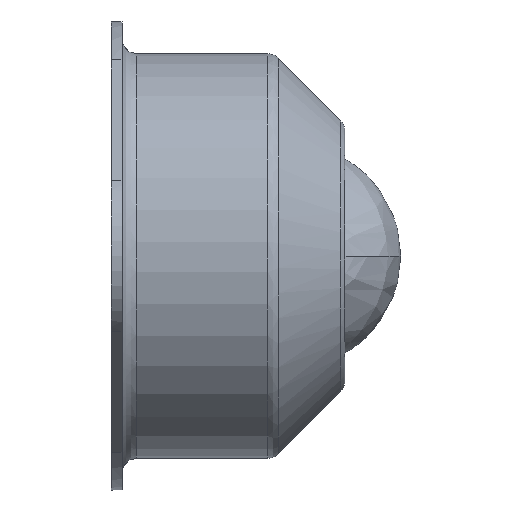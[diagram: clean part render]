
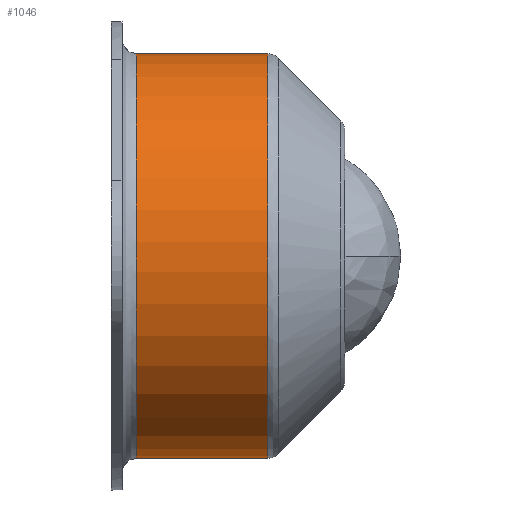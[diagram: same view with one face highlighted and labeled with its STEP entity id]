
A CAD part, front view. The second image highlights one B-rep face of the part: STEP entity #1046.
In plain terms, the highlighted free-form (B-spline) face has degree [2, 1] with [5, 2] control points.
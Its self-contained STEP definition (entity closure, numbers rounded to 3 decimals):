
#398 = VERTEX_POINT('',#399);
#399 = CARTESIAN_POINT('',(-16.617,0.,-16.115));
#418 = VERTEX_POINT('',#419);
#419 = CARTESIAN_POINT('',(-16.617,0.,
    16.115));
#425 = EDGE_CURVE('',#418,#398,#426,.T.);
#426 = ( BOUNDED_CURVE() B_SPLINE_CURVE(2,(#427,#428,#429,#430,#431),
.UNSPECIFIED.,.F.,.F.) B_SPLINE_CURVE_WITH_KNOTS((3,2,3),(3.142,
4.712,6.283),.PIECEWISE_BEZIER_KNOTS.) CURVE() 
GEOMETRIC_REPRESENTATION_ITEM() RATIONAL_B_SPLINE_CURVE((1.,
0.707,1.,0.707,1.)) REPRESENTATION_ITEM('') );
#427 = CARTESIAN_POINT('',(-16.617,0.,
    16.115));
#428 = CARTESIAN_POINT('',(-16.617,-16.115,
    16.115));
#429 = CARTESIAN_POINT('',(-16.617,-16.115,
    0.));
#430 = CARTESIAN_POINT('',(-16.617,-16.115,
    -16.115));
#431 = CARTESIAN_POINT('',(-16.617,0.,
    -16.115));
#460 = EDGE_CURVE('',#418,#461,#463,.T.);
#461 = VERTEX_POINT('',#462);
#462 = CARTESIAN_POINT('',(-6.133,0.,
    16.115));
#463 = B_SPLINE_CURVE_WITH_KNOTS('',1,(#464,#465),.UNSPECIFIED.,.F.,.F.,
  (2,2),(-23.285,-13.99),.PIECEWISE_BEZIER_KNOTS.);
#464 = CARTESIAN_POINT('',(-16.617,0.,
    16.115));
#465 = CARTESIAN_POINT('',(-6.133,0.,
    16.115));
#468 = VERTEX_POINT('',#469);
#469 = CARTESIAN_POINT('',(-6.133,0.,-16.115));
#477 = EDGE_CURVE('',#398,#468,#478,.T.);
#478 = B_SPLINE_CURVE_WITH_KNOTS('',1,(#479,#480),.UNSPECIFIED.,.F.,.F.,
  (2,2),(-23.285,-13.99),.PIECEWISE_BEZIER_KNOTS.);
#479 = CARTESIAN_POINT('',(-16.617,0.,-16.115));
#480 = CARTESIAN_POINT('',(-6.133,0.,-16.115));
#1021 = EDGE_CURVE('',#461,#468,#1022,.T.);
#1022 = ( BOUNDED_CURVE() B_SPLINE_CURVE(2,(#1023,#1024,#1025,#1026,
#1027),.UNSPECIFIED.,.F.,.F.) B_SPLINE_CURVE_WITH_KNOTS((3,2,3),(
    3.142,4.712,6.283),
.PIECEWISE_BEZIER_KNOTS.) CURVE() GEOMETRIC_REPRESENTATION_ITEM() 
RATIONAL_B_SPLINE_CURVE((1.,0.707,1.,0.707,1.)) 
REPRESENTATION_ITEM('') );
#1023 = CARTESIAN_POINT('',(-6.133,0.,
    16.115));
#1024 = CARTESIAN_POINT('',(-6.133,-16.115,
    16.115));
#1025 = CARTESIAN_POINT('',(-6.133,-16.115,
    0.));
#1026 = CARTESIAN_POINT('',(-6.133,-16.115,
    -16.115));
#1027 = CARTESIAN_POINT('',(-6.133,0.,
    -16.115));
#1046 = ADVANCED_FACE('',(#1047),#1053,.T.);
#1047 = FACE_BOUND('',#1048,.T.);
#1048 = EDGE_LOOP('',(#1049,#1050,#1051,#1052));
#1049 = ORIENTED_EDGE('',*,*,#460,.F.);
#1050 = ORIENTED_EDGE('',*,*,#425,.T.);
#1051 = ORIENTED_EDGE('',*,*,#477,.T.);
#1052 = ORIENTED_EDGE('',*,*,#1021,.F.);
#1053 = ( BOUNDED_SURFACE() B_SPLINE_SURFACE(2,1,(
    (#1054,#1055)
    ,(#1056,#1057)
    ,(#1058,#1059)
    ,(#1060,#1061)
    ,(#1062,#1063
)),.UNSPECIFIED.,.F.,.F.,.F.) B_SPLINE_SURFACE_WITH_KNOTS((3,2,3),(2,2),
  (3.142,4.712,6.283),(-23.285,
    -13.99),.PIECEWISE_BEZIER_KNOTS.) 
GEOMETRIC_REPRESENTATION_ITEM() RATIONAL_B_SPLINE_SURFACE((
    (1.,1.)
    ,(0.707,0.707)
    ,(1.,1.)
    ,(0.707,0.707)
,(1.,1.))) REPRESENTATION_ITEM('') SURFACE() );
#1054 = CARTESIAN_POINT('',(-16.617,0.,
    16.115));
#1055 = CARTESIAN_POINT('',(-6.133,0.,
    16.115));
#1056 = CARTESIAN_POINT('',(-16.617,-16.115,
    16.115));
#1057 = CARTESIAN_POINT('',(-6.133,-16.115,
    16.115));
#1058 = CARTESIAN_POINT('',(-16.617,-16.115,
    0.));
#1059 = CARTESIAN_POINT('',(-6.133,-16.115,
    0.));
#1060 = CARTESIAN_POINT('',(-16.617,-16.115,
    -16.115));
#1061 = CARTESIAN_POINT('',(-6.133,-16.115,
    -16.115));
#1062 = CARTESIAN_POINT('',(-16.617,0.,
    -16.115));
#1063 = CARTESIAN_POINT('',(-6.133,0.,
    -16.115));
